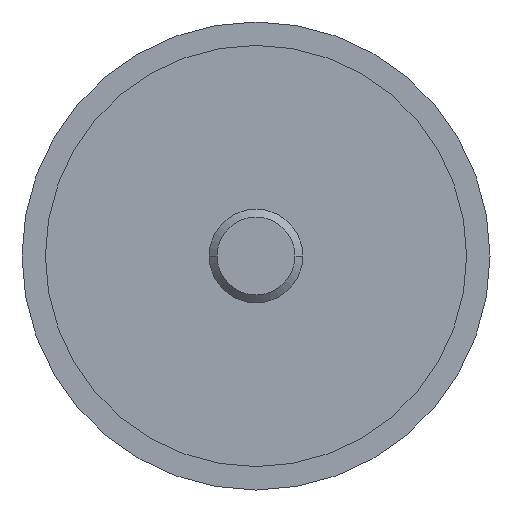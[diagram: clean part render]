
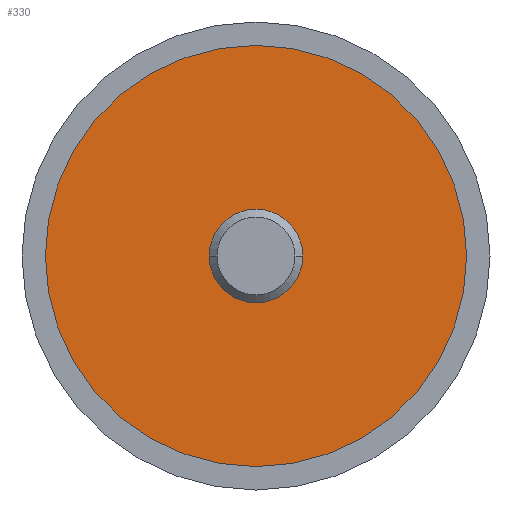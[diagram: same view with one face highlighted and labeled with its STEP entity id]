
A CAD part, front view. The second image highlights one B-rep face of the part: STEP entity #330.
In plain terms, the highlighted planar face has unit normal (0, -1, 0).
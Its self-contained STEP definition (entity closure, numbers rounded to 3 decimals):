
#170=VERTEX_POINT('',#417);
#180=EDGE_CURVE('',#170,#250,#427,.T.);
#186=EDGE_CURVE('',#250,#170,#433,.T.);
#250=VERTEX_POINT('',#508);
#272=EDGE_CURVE('',#358,#360,#535,.T.);
#330=ADVANCED_FACE('',(#599,#600),#601,.T.);
#352=EDGE_CURVE('',#360,#358,#627,.T.);
#358=VERTEX_POINT('',#633);
#360=VERTEX_POINT('',#635);
#417=CARTESIAN_POINT('',(-18.0,0.0,0.));
#427=CIRCLE('',#705,18.0);
#433=CIRCLE('',#714,18.0);
#508=CARTESIAN_POINT('',(18.0,0.0,0.0));
#535=CIRCLE('',#842,4.0);
#599=FACE_BOUND('',#924,.T.);
#600=FACE_OUTER_BOUND('',#925,.T.);
#601=PLANE('',#926);
#627=CIRCLE('',#961,4.0);
#633=CARTESIAN_POINT('',(-4.0,0.0,0.));
#635=CARTESIAN_POINT('',(4.0,0.0,0.));
#705=AXIS2_PLACEMENT_3D('',#1015,#1016,#1017);
#714=AXIS2_PLACEMENT_3D('',#1024,#1025,#1026);
#842=AXIS2_PLACEMENT_3D('',#1166,#1167,#1168);
#924=EDGE_LOOP('',(#1245,#1246));
#925=EDGE_LOOP('',(#1247,#1248));
#926=AXIS2_PLACEMENT_3D('',#1249,#1250,#1251);
#961=AXIS2_PLACEMENT_3D('',#1285,#1286,#1287);
#1015=CARTESIAN_POINT('',(0.0,0.0,0.0));
#1016=DIRECTION('',(0.0,-1.0,0.0));
#1017=DIRECTION('',(1.0,0.0,0.0));
#1024=CARTESIAN_POINT('',(0.0,0.0,0.0));
#1025=DIRECTION('',(0.0,-1.0,0.0));
#1026=DIRECTION('',(1.0,0.0,0.0));
#1166=CARTESIAN_POINT('',(0.0,0.0,0.0));
#1167=DIRECTION('',(-0.0,1.0,0.0));
#1168=DIRECTION('',(1.0,0.0,0.0));
#1245=ORIENTED_EDGE('',*,*,#272,.T.);
#1246=ORIENTED_EDGE('',*,*,#352,.T.);
#1247=ORIENTED_EDGE('',*,*,#186,.T.);
#1248=ORIENTED_EDGE('',*,*,#180,.T.);
#1249=CARTESIAN_POINT('',(0.0,0.0,0.0));
#1250=DIRECTION('',(0.0,-1.0,0.0));
#1251=DIRECTION('',(-1.0,0.0,0.0));
#1285=CARTESIAN_POINT('',(0.0,0.0,0.0));
#1286=DIRECTION('',(-0.0,1.0,0.0));
#1287=DIRECTION('',(1.0,0.0,0.0));
